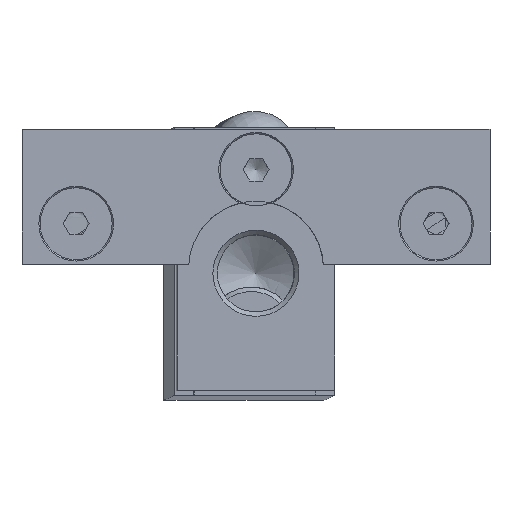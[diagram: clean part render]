
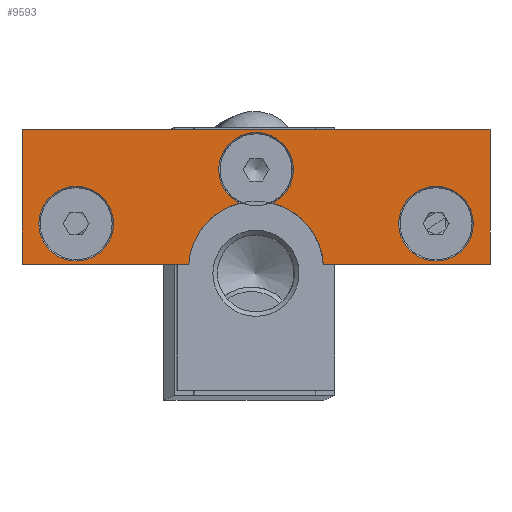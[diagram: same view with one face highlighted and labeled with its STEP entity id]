
A CAD part, top view. The second image highlights one B-rep face of the part: STEP entity #9593.
In plain terms, the highlighted planar face has unit normal (0.004, 0, 1).
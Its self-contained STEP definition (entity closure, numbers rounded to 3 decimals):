
#296=FACE_BOUND('',#2413,.T.);
#297=FACE_BOUND('',#2414,.T.);
#487=PLANE('',#10587);
#808=LINE('',#16424,#1252);
#809=LINE('',#16426,#1253);
#810=LINE('',#16428,#1254);
#811=LINE('',#16430,#1255);
#812=LINE('',#16431,#1256);
#1252=VECTOR('',#12756,10.);
#1253=VECTOR('',#12757,10.);
#1254=VECTOR('',#12758,10.);
#1255=VECTOR('',#12759,10.);
#1256=VECTOR('',#12760,10.);
#1901=FACE_OUTER_BOUND('',#2412,.T.);
#2412=EDGE_LOOP('',(#7275,#7276,#7277,#7278,#7279,#7280,#7281,#7282));
#2413=EDGE_LOOP('',(#7283));
#2414=EDGE_LOOP('',(#7284));
#3139=CIRCLE('',#10554,7.5);
#3141=CIRCLE('',#10556,7.5);
#3155=CIRCLE('',#10586,4.15);
#3156=CIRCLE('',#10588,4.15);
#3157=CIRCLE('',#10589,4.15);
#4051=VERTEX_POINT('',#16289);
#4052=VERTEX_POINT('',#16294);
#4055=VERTEX_POINT('',#16300);
#4056=VERTEX_POINT('',#16302);
#4092=VERTEX_POINT('',#16418);
#4093=VERTEX_POINT('',#16423);
#4094=VERTEX_POINT('',#16425);
#4095=VERTEX_POINT('',#16427);
#4096=VERTEX_POINT('',#16429);
#4097=VERTEX_POINT('',#16432);
#5250=EDGE_CURVE('',#4052,#4051,#3139,.T.);
#5254=EDGE_CURVE('',#4056,#4055,#3141,.T.);
#5301=EDGE_CURVE('',#4092,#4092,#3155,.T.);
#5303=EDGE_CURVE('',#4056,#4051,#3156,.T.);
#5304=EDGE_CURVE('',#4055,#4093,#808,.T.);
#5305=EDGE_CURVE('',#4093,#4094,#809,.T.);
#5306=EDGE_CURVE('',#4094,#4095,#810,.T.);
#5307=EDGE_CURVE('',#4095,#4096,#811,.T.);
#5308=EDGE_CURVE('',#4096,#4052,#812,.T.);
#5309=EDGE_CURVE('',#4097,#4097,#3157,.T.);
#7275=ORIENTED_EDGE('',*,*,#5303,.F.);
#7276=ORIENTED_EDGE('',*,*,#5254,.T.);
#7277=ORIENTED_EDGE('',*,*,#5304,.T.);
#7278=ORIENTED_EDGE('',*,*,#5305,.T.);
#7279=ORIENTED_EDGE('',*,*,#5306,.T.);
#7280=ORIENTED_EDGE('',*,*,#5307,.T.);
#7281=ORIENTED_EDGE('',*,*,#5308,.T.);
#7282=ORIENTED_EDGE('',*,*,#5250,.T.);
#7283=ORIENTED_EDGE('',*,*,#5309,.F.);
#7284=ORIENTED_EDGE('',*,*,#5301,.F.);
#9593=ADVANCED_FACE('',(#1901,#296,#297),#487,.T.);
#10554=AXIS2_PLACEMENT_3D('',#16295,#12658,#12659);
#10556=AXIS2_PLACEMENT_3D('',#16303,#12664,#12665);
#10586=AXIS2_PLACEMENT_3D('',#16419,#12749,#12750);
#10587=AXIS2_PLACEMENT_3D('',#16421,#12752,#12753);
#10588=AXIS2_PLACEMENT_3D('',#16422,#12754,#12755);
#10589=AXIS2_PLACEMENT_3D('',#16433,#12761,#12762);
#12658=DIRECTION('center_axis',(-0.004,0.,
-1.));
#12659=DIRECTION('ref_axis',(0.998,0.067,-0.004));
#12664=DIRECTION('center_axis',(-0.004,0.,
-1.));
#12665=DIRECTION('ref_axis',(0.998,0.067,-0.004));
#12749=DIRECTION('center_axis',(0.004,0.,
1.));
#12750=DIRECTION('ref_axis',(-1.,0.,0.004));
#12752=DIRECTION('center_axis',(0.004,0.,
1.));
#12753=DIRECTION('ref_axis',(1.,0.,-0.004));
#12754=DIRECTION('center_axis',(0.004,0.,
1.));
#12755=DIRECTION('ref_axis',(-1.,0.,0.004));
#12756=DIRECTION('',(1.,0.,-0.004));
#12757=DIRECTION('',(0.,1.,0.));
#12758=DIRECTION('',(-1.,0.,0.004));
#12759=DIRECTION('',(0.,-1.,0.));
#12760=DIRECTION('',(1.,0.,-0.004));
#12761=DIRECTION('center_axis',(0.004,0.,
1.));
#12762=DIRECTION('ref_axis',(-1.,0.,0.004));
#16289=CARTESIAN_POINT('',(-27.188,4.47,95.578));
#16294=CARTESIAN_POINT('',(-32.844,-2.304,95.599));
#16295=CARTESIAN_POINT('Origin',(-25.361,-2.804,95.571));
#16300=CARTESIAN_POINT('',(-17.878,-2.304,95.543));
#16302=CARTESIAN_POINT('',(-23.534,4.47,95.564));
#16303=CARTESIAN_POINT('Origin',(-25.361,-2.804,95.571));
#16418=CARTESIAN_POINT('',(-1.211,2.196,95.479));
#16419=CARTESIAN_POINT('Origin',(-5.361,2.196,95.495));
#16421=CARTESIAN_POINT('Origin',(-25.361,5.645,95.571));
#16422=CARTESIAN_POINT('Origin',(-25.361,8.196,95.571));
#16423=CARTESIAN_POINT('',(0.639,-2.304,95.472));
#16424=CARTESIAN_POINT('',(0.639,-2.304,95.472));
#16425=CARTESIAN_POINT('',(0.639,12.696,95.472));
#16426=CARTESIAN_POINT('',(0.639,12.696,95.472));
#16427=CARTESIAN_POINT('',(-51.361,12.696,95.669));
#16428=CARTESIAN_POINT('',(-51.361,12.696,95.669));
#16429=CARTESIAN_POINT('',(-51.361,-2.304,95.669));
#16430=CARTESIAN_POINT('',(-51.361,-2.304,95.669));
#16431=CARTESIAN_POINT('',(-32.844,-2.304,95.599));
#16432=CARTESIAN_POINT('',(-41.211,2.196,95.631));
#16433=CARTESIAN_POINT('Origin',(-45.361,2.196,95.646));
